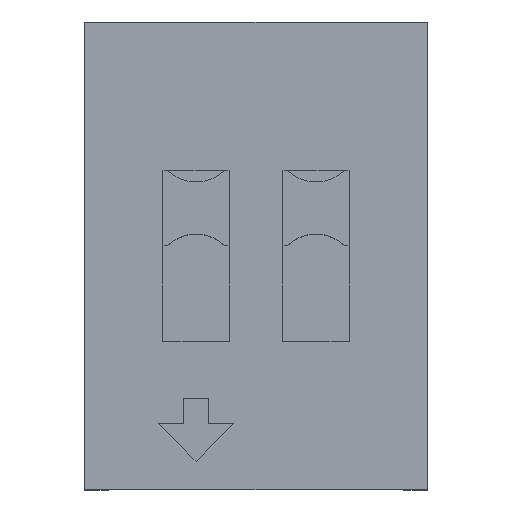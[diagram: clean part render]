
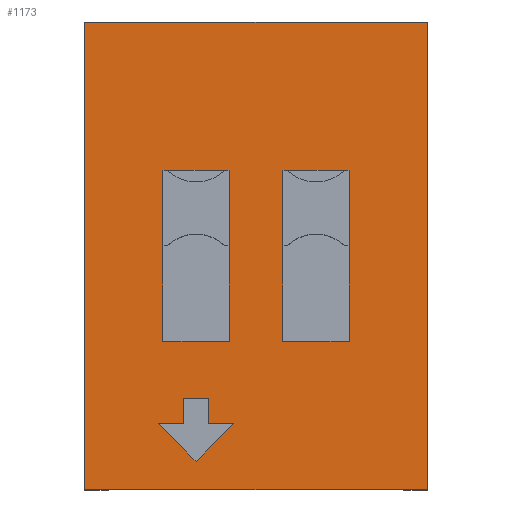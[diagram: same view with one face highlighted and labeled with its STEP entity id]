
A CAD part, top view. The second image highlights one B-rep face of the part: STEP entity #1173.
In plain terms, the highlighted planar face has unit normal (0, 0, 1).
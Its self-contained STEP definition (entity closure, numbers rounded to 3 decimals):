
#351 = VERTEX_POINT('',#352);
#352 = CARTESIAN_POINT('',(-2.4,-1.14,5.85));
#358 = EDGE_CURVE('',#351,#359,#361,.T.);
#359 = VERTEX_POINT('',#360);
#360 = CARTESIAN_POINT('',(4.86,-1.14,5.85));
#361 = LINE('',#362,#363);
#362 = CARTESIAN_POINT('',(-2.4,-1.14,5.85));
#363 = VECTOR('',#364,1.);
#364 = DIRECTION('',(1.,0.,0.));
#391 = EDGE_CURVE('',#359,#392,#394,.T.);
#392 = VERTEX_POINT('',#393);
#393 = CARTESIAN_POINT('',(4.86,8.76,5.85));
#394 = LINE('',#395,#396);
#395 = CARTESIAN_POINT('',(4.86,-1.14,5.85));
#396 = VECTOR('',#397,1.);
#397 = DIRECTION('',(0.,1.,0.));
#486 = EDGE_CURVE('',#392,#487,#489,.T.);
#487 = VERTEX_POINT('',#488);
#488 = CARTESIAN_POINT('',(-2.4,8.76,5.85));
#489 = LINE('',#490,#491);
#490 = CARTESIAN_POINT('',(4.86,8.76,5.85));
#491 = VECTOR('',#492,1.);
#492 = DIRECTION('',(-1.,0.,0.));
#581 = EDGE_CURVE('',#487,#351,#582,.T.);
#582 = LINE('',#583,#584);
#583 = CARTESIAN_POINT('',(-2.4,8.76,5.85));
#584 = VECTOR('',#585,1.);
#585 = DIRECTION('',(0.,-1.,0.));
#1173 = ADVANCED_FACE('',(#1174,#1180,#1238,#1304),#1370,.T.);
#1174 = FACE_BOUND('',#1175,.T.);
#1175 = EDGE_LOOP('',(#1176,#1177,#1178,#1179));
#1176 = ORIENTED_EDGE('',*,*,#486,.T.);
#1177 = ORIENTED_EDGE('',*,*,#581,.T.);
#1178 = ORIENTED_EDGE('',*,*,#358,.T.);
#1179 = ORIENTED_EDGE('',*,*,#391,.T.);
#1180 = FACE_BOUND('',#1181,.T.);
#1181 = EDGE_LOOP('',(#1182,#1192,#1200,#1208,#1216,#1224,#1232));
#1182 = ORIENTED_EDGE('',*,*,#1183,.F.);
#1183 = EDGE_CURVE('',#1184,#1186,#1188,.T.);
#1184 = VERTEX_POINT('',#1185);
#1185 = CARTESIAN_POINT('',(-0.04,-0.54,5.85));
#1186 = VERTEX_POINT('',#1187);
#1187 = CARTESIAN_POINT('',(0.76,0.26,5.85));
#1188 = LINE('',#1189,#1190);
#1189 = CARTESIAN_POINT('',(-0.04,-0.54,5.85));
#1190 = VECTOR('',#1191,1.);
#1191 = DIRECTION('',(0.707,0.707,0.));
#1192 = ORIENTED_EDGE('',*,*,#1193,.F.);
#1193 = EDGE_CURVE('',#1194,#1184,#1196,.T.);
#1194 = VERTEX_POINT('',#1195);
#1195 = CARTESIAN_POINT('',(-0.84,0.26,5.85));
#1196 = LINE('',#1197,#1198);
#1197 = CARTESIAN_POINT('',(-0.84,0.26,5.85));
#1198 = VECTOR('',#1199,1.);
#1199 = DIRECTION('',(0.707,-0.707,0.));
#1200 = ORIENTED_EDGE('',*,*,#1201,.F.);
#1201 = EDGE_CURVE('',#1202,#1194,#1204,.T.);
#1202 = VERTEX_POINT('',#1203);
#1203 = CARTESIAN_POINT('',(-0.307,0.26,5.85));
#1204 = LINE('',#1205,#1206);
#1205 = CARTESIAN_POINT('',(-0.307,0.26,5.85));
#1206 = VECTOR('',#1207,1.);
#1207 = DIRECTION('',(-1.,0.,0.));
#1208 = ORIENTED_EDGE('',*,*,#1209,.F.);
#1209 = EDGE_CURVE('',#1210,#1202,#1212,.T.);
#1210 = VERTEX_POINT('',#1211);
#1211 = CARTESIAN_POINT('',(-0.307,0.793,5.85));
#1212 = LINE('',#1213,#1214);
#1213 = CARTESIAN_POINT('',(-0.307,0.793,5.85));
#1214 = VECTOR('',#1215,1.);
#1215 = DIRECTION('',(0.,-1.,0.));
#1216 = ORIENTED_EDGE('',*,*,#1217,.F.);
#1217 = EDGE_CURVE('',#1218,#1210,#1220,.T.);
#1218 = VERTEX_POINT('',#1219);
#1219 = CARTESIAN_POINT('',(0.227,0.793,5.85));
#1220 = LINE('',#1221,#1222);
#1221 = CARTESIAN_POINT('',(0.227,0.793,5.85));
#1222 = VECTOR('',#1223,1.);
#1223 = DIRECTION('',(-1.,0.,0.));
#1224 = ORIENTED_EDGE('',*,*,#1225,.F.);
#1225 = EDGE_CURVE('',#1226,#1218,#1228,.T.);
#1226 = VERTEX_POINT('',#1227);
#1227 = CARTESIAN_POINT('',(0.227,0.26,5.85));
#1228 = LINE('',#1229,#1230);
#1229 = CARTESIAN_POINT('',(0.227,0.26,5.85));
#1230 = VECTOR('',#1231,1.);
#1231 = DIRECTION('',(0.,1.,0.));
#1232 = ORIENTED_EDGE('',*,*,#1233,.F.);
#1233 = EDGE_CURVE('',#1186,#1226,#1234,.T.);
#1234 = LINE('',#1235,#1236);
#1235 = CARTESIAN_POINT('',(0.76,0.26,5.85));
#1236 = VECTOR('',#1237,1.);
#1237 = DIRECTION('',(-1.,0.,0.));
#1238 = FACE_BOUND('',#1239,.T.);
#1239 = EDGE_LOOP('',(#1240,#1250,#1258,#1266,#1274,#1282,#1290,#1298));
#1240 = ORIENTED_EDGE('',*,*,#1241,.F.);
#1241 = EDGE_CURVE('',#1242,#1244,#1246,.T.);
#1242 = VERTEX_POINT('',#1243);
#1243 = CARTESIAN_POINT('',(3.2,2.,5.85));
#1244 = VERTEX_POINT('',#1245);
#1245 = CARTESIAN_POINT('',(3.2,4.02,5.85));
#1246 = LINE('',#1247,#1248);
#1247 = CARTESIAN_POINT('',(3.2,2.,5.85));
#1248 = VECTOR('',#1249,1.);
#1249 = DIRECTION('',(0.,1.,0.));
#1250 = ORIENTED_EDGE('',*,*,#1251,.F.);
#1251 = EDGE_CURVE('',#1252,#1242,#1254,.T.);
#1252 = VERTEX_POINT('',#1253);
#1253 = CARTESIAN_POINT('',(1.8,2.,5.85));
#1254 = LINE('',#1255,#1256);
#1255 = CARTESIAN_POINT('',(1.8,2.,5.85));
#1256 = VECTOR('',#1257,1.);
#1257 = DIRECTION('',(1.,0.,0.));
#1258 = ORIENTED_EDGE('',*,*,#1259,.F.);
#1259 = EDGE_CURVE('',#1260,#1252,#1262,.T.);
#1260 = VERTEX_POINT('',#1261);
#1261 = CARTESIAN_POINT('',(1.8,4.02,5.85));
#1262 = LINE('',#1263,#1264);
#1263 = CARTESIAN_POINT('',(1.8,5.62,5.85));
#1264 = VECTOR('',#1265,1.);
#1265 = DIRECTION('',(0.,-1.,0.));
#1266 = ORIENTED_EDGE('',*,*,#1267,.F.);
#1267 = EDGE_CURVE('',#1268,#1260,#1270,.T.);
#1268 = VERTEX_POINT('',#1269);
#1269 = CARTESIAN_POINT('',(1.8,5.62,5.85));
#1270 = LINE('',#1271,#1272);
#1271 = CARTESIAN_POINT('',(1.8,5.62,5.85));
#1272 = VECTOR('',#1273,1.);
#1273 = DIRECTION('',(0.,-1.,0.));
#1274 = ORIENTED_EDGE('',*,*,#1275,.F.);
#1275 = EDGE_CURVE('',#1276,#1268,#1278,.T.);
#1276 = VERTEX_POINT('',#1277);
#1277 = CARTESIAN_POINT('',(1.898,5.62,5.85));
#1278 = LINE('',#1279,#1280);
#1279 = CARTESIAN_POINT('',(3.2,5.62,5.85));
#1280 = VECTOR('',#1281,1.);
#1281 = DIRECTION('',(-1.,0.,0.));
#1282 = ORIENTED_EDGE('',*,*,#1283,.F.);
#1283 = EDGE_CURVE('',#1284,#1276,#1286,.T.);
#1284 = VERTEX_POINT('',#1285);
#1285 = CARTESIAN_POINT('',(3.102,5.62,5.85));
#1286 = LINE('',#1287,#1288);
#1287 = CARTESIAN_POINT('',(3.2,5.62,5.85));
#1288 = VECTOR('',#1289,1.);
#1289 = DIRECTION('',(-1.,0.,0.));
#1290 = ORIENTED_EDGE('',*,*,#1291,.F.);
#1291 = EDGE_CURVE('',#1292,#1284,#1294,.T.);
#1292 = VERTEX_POINT('',#1293);
#1293 = CARTESIAN_POINT('',(3.2,5.62,5.85));
#1294 = LINE('',#1295,#1296);
#1295 = CARTESIAN_POINT('',(3.2,5.62,5.85));
#1296 = VECTOR('',#1297,1.);
#1297 = DIRECTION('',(-1.,0.,0.));
#1298 = ORIENTED_EDGE('',*,*,#1299,.F.);
#1299 = EDGE_CURVE('',#1244,#1292,#1300,.T.);
#1300 = LINE('',#1301,#1302);
#1301 = CARTESIAN_POINT('',(3.2,2.,5.85));
#1302 = VECTOR('',#1303,1.);
#1303 = DIRECTION('',(0.,1.,0.));
#1304 = FACE_BOUND('',#1305,.T.);
#1305 = EDGE_LOOP('',(#1306,#1316,#1324,#1332,#1340,#1348,#1356,#1364));
#1306 = ORIENTED_EDGE('',*,*,#1307,.F.);
#1307 = EDGE_CURVE('',#1308,#1310,#1312,.T.);
#1308 = VERTEX_POINT('',#1309);
#1309 = CARTESIAN_POINT('',(0.66,5.62,5.85));
#1310 = VERTEX_POINT('',#1311);
#1311 = CARTESIAN_POINT('',(0.562,5.62,5.85));
#1312 = LINE('',#1313,#1314);
#1313 = CARTESIAN_POINT('',(0.66,5.62,5.85));
#1314 = VECTOR('',#1315,1.);
#1315 = DIRECTION('',(-1.,0.,0.));
#1316 = ORIENTED_EDGE('',*,*,#1317,.F.);
#1317 = EDGE_CURVE('',#1318,#1308,#1320,.T.);
#1318 = VERTEX_POINT('',#1319);
#1319 = CARTESIAN_POINT('',(0.66,4.02,5.85));
#1320 = LINE('',#1321,#1322);
#1321 = CARTESIAN_POINT('',(0.66,2.,5.85));
#1322 = VECTOR('',#1323,1.);
#1323 = DIRECTION('',(0.,1.,0.));
#1324 = ORIENTED_EDGE('',*,*,#1325,.F.);
#1325 = EDGE_CURVE('',#1326,#1318,#1328,.T.);
#1326 = VERTEX_POINT('',#1327);
#1327 = CARTESIAN_POINT('',(0.66,2.,5.85));
#1328 = LINE('',#1329,#1330);
#1329 = CARTESIAN_POINT('',(0.66,2.,5.85));
#1330 = VECTOR('',#1331,1.);
#1331 = DIRECTION('',(0.,1.,0.));
#1332 = ORIENTED_EDGE('',*,*,#1333,.F.);
#1333 = EDGE_CURVE('',#1334,#1326,#1336,.T.);
#1334 = VERTEX_POINT('',#1335);
#1335 = CARTESIAN_POINT('',(-0.74,2.,5.85));
#1336 = LINE('',#1337,#1338);
#1337 = CARTESIAN_POINT('',(-0.74,2.,5.85));
#1338 = VECTOR('',#1339,1.);
#1339 = DIRECTION('',(1.,0.,0.));
#1340 = ORIENTED_EDGE('',*,*,#1341,.F.);
#1341 = EDGE_CURVE('',#1342,#1334,#1344,.T.);
#1342 = VERTEX_POINT('',#1343);
#1343 = CARTESIAN_POINT('',(-0.74,4.02,5.85));
#1344 = LINE('',#1345,#1346);
#1345 = CARTESIAN_POINT('',(-0.74,5.62,5.85));
#1346 = VECTOR('',#1347,1.);
#1347 = DIRECTION('',(0.,-1.,0.));
#1348 = ORIENTED_EDGE('',*,*,#1349,.F.);
#1349 = EDGE_CURVE('',#1350,#1342,#1352,.T.);
#1350 = VERTEX_POINT('',#1351);
#1351 = CARTESIAN_POINT('',(-0.74,5.62,5.85));
#1352 = LINE('',#1353,#1354);
#1353 = CARTESIAN_POINT('',(-0.74,5.62,5.85));
#1354 = VECTOR('',#1355,1.);
#1355 = DIRECTION('',(0.,-1.,0.));
#1356 = ORIENTED_EDGE('',*,*,#1357,.F.);
#1357 = EDGE_CURVE('',#1358,#1350,#1360,.T.);
#1358 = VERTEX_POINT('',#1359);
#1359 = CARTESIAN_POINT('',(-0.642,5.62,5.85));
#1360 = LINE('',#1361,#1362);
#1361 = CARTESIAN_POINT('',(0.66,5.62,5.85));
#1362 = VECTOR('',#1363,1.);
#1363 = DIRECTION('',(-1.,0.,0.));
#1364 = ORIENTED_EDGE('',*,*,#1365,.F.);
#1365 = EDGE_CURVE('',#1310,#1358,#1366,.T.);
#1366 = LINE('',#1367,#1368);
#1367 = CARTESIAN_POINT('',(0.66,5.62,5.85));
#1368 = VECTOR('',#1369,1.);
#1369 = DIRECTION('',(-1.,0.,0.));
#1370 = PLANE('',#1371);
#1371 = AXIS2_PLACEMENT_3D('',#1372,#1373,#1374);
#1372 = CARTESIAN_POINT('',(1.23,3.81,5.85));
#1373 = DIRECTION('',(0.,0.,1.));
#1374 = DIRECTION('',(-1.,0.,0.));
